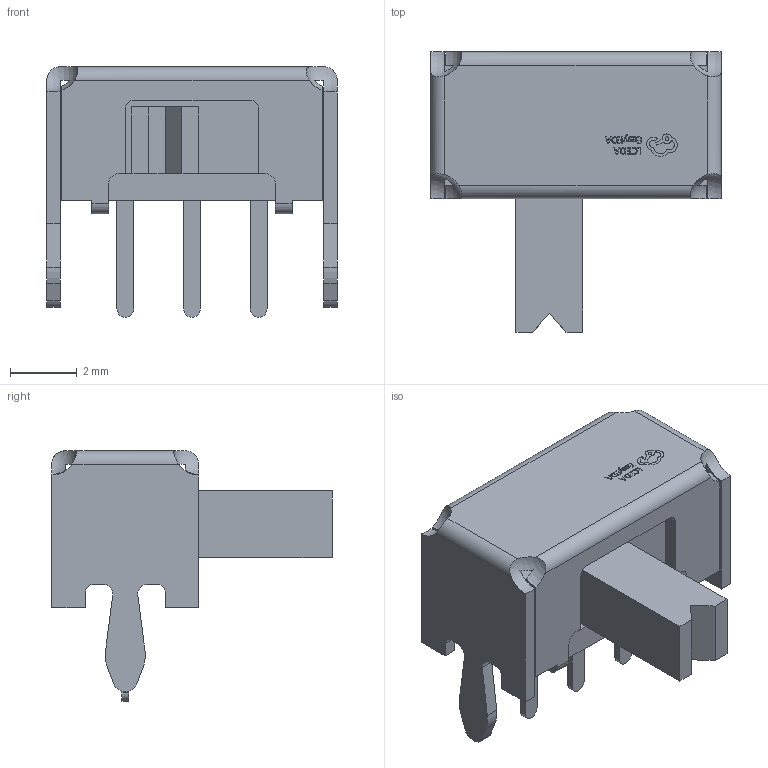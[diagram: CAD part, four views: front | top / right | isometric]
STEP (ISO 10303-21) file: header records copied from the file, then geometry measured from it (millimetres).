
FILE_DESCRIPTION (( 'STEP AP214' ), '1' );
FILE_NAME ('SW-TH_SK12D07VG3.step', '2022-07-26T17:26:27', ( '' ), ( '' ), 'SwSTEP 2.0', 'SolidWorks 2020', '' );
FILE_SCHEMA (( 'AUTOMOTIVE_DESIGN' ));
Length unit declared in the file: millimetre
Products named in the file (1): SW-TH_SK12D07VG3
Bounding box: 8.7 x 8.4 x 7.5 mm (x, y, z)
Volume: 160.8 mm3; surface area: 517.2 mm2
Topology: 16 solids, 16 shells, 457 faces, 1241 edges, 826 vertices
Faces by surface type: plane 287, bspline 112, cylinder 54, sphere 4
Entity records: 20575 total; most frequent: CARTESIAN_POINT 4685, ORIENTED_EDGE 2482, DIRECTION 1829, EDGE_CURVE 1241, LINE 873, VECTOR 873, VERTEX_POINT 826, EDGE_LOOP 483
